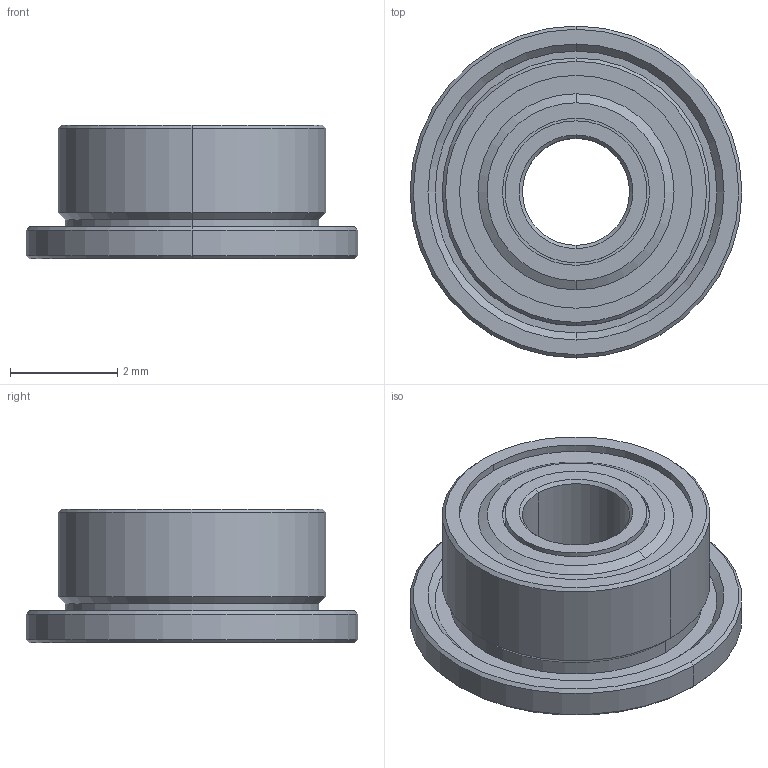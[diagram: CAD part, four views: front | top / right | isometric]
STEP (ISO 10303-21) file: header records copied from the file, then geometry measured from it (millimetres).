
FILE_DESCRIPTION (( 'STEP AP203' ), '1' );
FILE_NAME ('57155K527_Flanged Ball Bearing.STEP', '2021-12-01T21:31:10', ( 'Administrator' ), ( 'Managed by Terraform' ), 'SwSTEP 2.0', 'SolidWorks 2017', '' );
FILE_SCHEMA (( 'CONFIG_CONTROL_DESIGN' ));
Length unit declared in the file: millimetre
Products named in the file (1): 57155K527_Flanged Ball Bearing
Bounding box: 6.2 x 6.2 x 2.5 mm (x, y, z)
Volume: 32.8 mm3; surface area: 218.9 mm2
Topology: 14 solids, 14 shells, 98 faces, 226 edges, 146 vertices
Faces by surface type: cylinder 32, cone 22, sphere 20, plane 18, torus 6
Entity records: 2517 total; most frequent: DIRECTION 496, CARTESIAN_POINT 391, ORIENTED_EDGE 352, AXIS2_PLACEMENT_3D 221, EDGE_CURVE 176, CIRCLE 122, VERTEX_POINT 116, EDGE_LOOP 116
